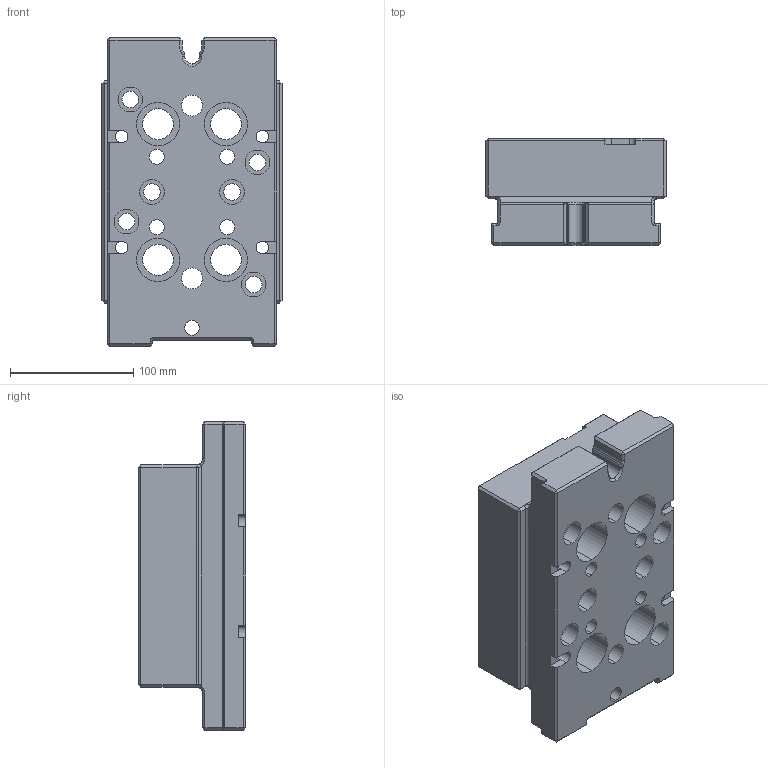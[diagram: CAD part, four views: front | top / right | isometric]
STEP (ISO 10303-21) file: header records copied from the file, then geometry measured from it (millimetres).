
FILE_DESCRIPTION (( 'STEP AP214' ), '1' );
FILE_NAME ('bau0210787184.step', '2023-07-19T04:42:04', ( '' ), ( '' ), 'SwSTEP 2.0', 'SolidWorks 2022', '' );
FILE_SCHEMA (( 'AUTOMOTIVE_DESIGN' ));
Length unit declared in the file: millimetre
Products named in the file (1): bau0210787184
Bounding box: 146 x 87 x 250 mm (x, y, z)
Volume: 1937930.9 mm3; surface area: 225696.8 mm2
Topology: 1 solids, 1 shells, 313 faces, 737 edges, 434 vertices
Faces by surface type: plane 159, cylinder 109, cone 41, bspline 4
Entity records: 10245 total; most frequent: CARTESIAN_POINT 1707, DIRECTION 1571, ORIENTED_EDGE 1458, EDGE_CURVE 729, AXIS2_PLACEMENT_3D 548, VECTOR 475, LINE 475, VERTEX_POINT 434
